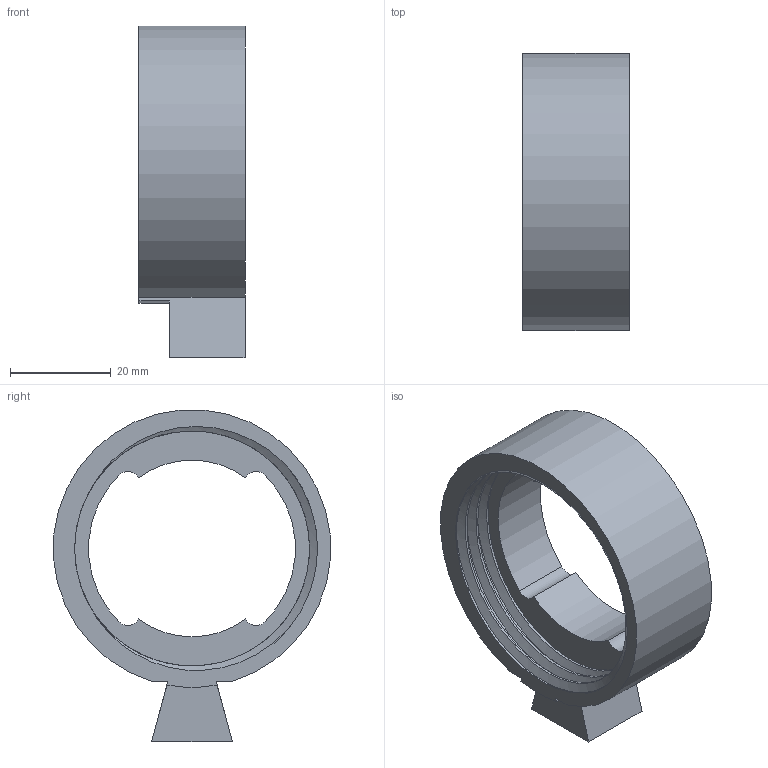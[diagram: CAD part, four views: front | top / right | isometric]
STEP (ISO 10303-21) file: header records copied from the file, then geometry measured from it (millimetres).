
FILE_DESCRIPTION(/* description */ (''),/* implementation_level */ '2;1');
FILE_NAME(/* name */ 'sup_d_in.step',/* time_stamp */ '2022-12-19T21:31:43+01:00',/* author */ (''),/* organization */ (''),/* preprocessor_version */ 'ST-DEVELOPER v18.1',/* originating_system */ 'Autodesk Translation Framework v10.14.0.1471',/* authorisation */ '');
FILE_SCHEMA (('AUTOMOTIVE_DESIGN { 1 0 10303 214 3 1 1 }'));
Length unit declared in the file: millimetre
Products named in the file (1): sup_d_in
Bounding box: 21 x 54.87 x 65.71 mm (x, y, z)
Volume: 21432 mm3; surface area: 10573.2 mm2
Topology: 1 solids, 1 shells, 29 faces, 78 edges, 52 vertices
Faces by surface type: cylinder 18, plane 9, bspline 2
Full cylindrical faces by diameter (mm): 46.524 x2, 49.764 x2
Entity records: 2469 total; most frequent: CARTESIAN_POINT 1722, ORIENTED_EDGE 156, DIRECTION 138, EDGE_CURVE 78, VERTEX_POINT 52, AXIS2_PLACEMENT_3D 52, LINE 34, VECTOR 34
